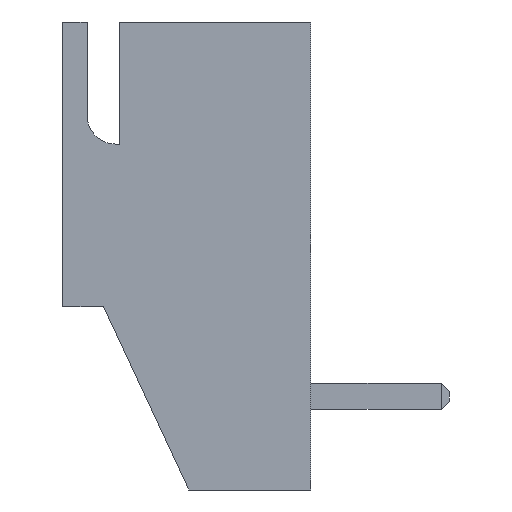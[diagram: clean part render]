
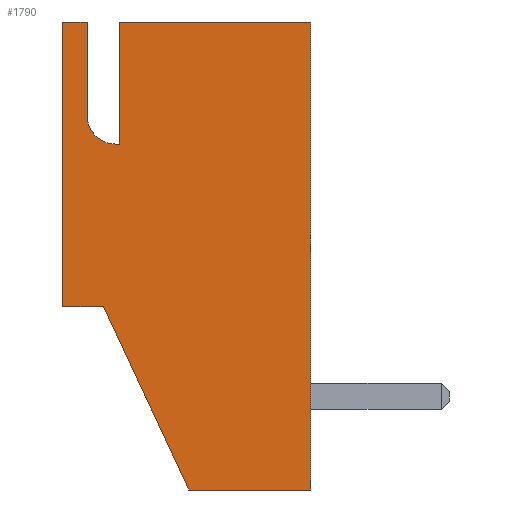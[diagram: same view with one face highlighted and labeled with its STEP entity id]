
A CAD part, left-side view. The second image highlights one B-rep face of the part: STEP entity #1790.
In plain terms, the highlighted planar face has unit normal (-1, 0, 0).
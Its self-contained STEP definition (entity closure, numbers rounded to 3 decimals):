
#34=CIRCLE('',#1902,0.7);
#86=FACE_OUTER_BOUND('',#184,.T.);
#184=EDGE_LOOP('',(#1333,#1334,#1335,#1336,#1337,#1338,#1339,#1340,#1341,
#1342,#1343));
#288=LINE('',#2539,#526);
#292=LINE('',#2547,#530);
#294=LINE('',#2552,#532);
#302=LINE('',#2569,#540);
#319=LINE('',#2606,#557);
#352=LINE('',#2677,#590);
#356=LINE('',#2687,#594);
#357=LINE('',#2689,#595);
#358=LINE('',#2691,#596);
#359=LINE('',#2692,#597);
#526=VECTOR('',#2042,10.);
#530=VECTOR('',#2050,10.);
#532=VECTOR('',#2054,10.);
#540=VECTOR('',#2066,10.);
#557=VECTOR('',#2105,10.);
#590=VECTOR('',#2160,10.);
#594=VECTOR('',#2172,10.);
#595=VECTOR('',#2175,10.);
#596=VECTOR('',#2176,10.);
#597=VECTOR('',#2177,10.);
#763=VERTEX_POINT('',#2536);
#764=VERTEX_POINT('',#2538);
#766=VERTEX_POINT('',#2546);
#767=VERTEX_POINT('',#2550);
#768=VERTEX_POINT('',#2551);
#775=VERTEX_POINT('',#2568);
#784=VERTEX_POINT('',#2605);
#810=VERTEX_POINT('',#2674);
#811=VERTEX_POINT('',#2676);
#813=VERTEX_POINT('',#2682);
#814=VERTEX_POINT('',#2690);
#936=EDGE_CURVE('',#764,#763,#288,.T.);
#940=EDGE_CURVE('',#766,#764,#292,.T.);
#942=EDGE_CURVE('',#767,#768,#294,.T.);
#950=EDGE_CURVE('',#768,#775,#302,.T.);
#969=EDGE_CURVE('',#784,#766,#319,.T.);
#1004=EDGE_CURVE('',#811,#810,#352,.T.);
#1007=EDGE_CURVE('',#813,#784,#34,.T.);
#1010=EDGE_CURVE('',#810,#813,#356,.T.);
#1011=EDGE_CURVE('',#763,#767,#357,.T.);
#1012=EDGE_CURVE('',#775,#814,#358,.T.);
#1013=EDGE_CURVE('',#814,#811,#359,.T.);
#1333=ORIENTED_EDGE('',*,*,#1004,.T.);
#1334=ORIENTED_EDGE('',*,*,#1010,.T.);
#1335=ORIENTED_EDGE('',*,*,#1007,.T.);
#1336=ORIENTED_EDGE('',*,*,#969,.T.);
#1337=ORIENTED_EDGE('',*,*,#940,.T.);
#1338=ORIENTED_EDGE('',*,*,#936,.T.);
#1339=ORIENTED_EDGE('',*,*,#1011,.T.);
#1340=ORIENTED_EDGE('',*,*,#942,.T.);
#1341=ORIENTED_EDGE('',*,*,#950,.T.);
#1342=ORIENTED_EDGE('',*,*,#1012,.T.);
#1343=ORIENTED_EDGE('',*,*,#1013,.T.);
#1696=PLANE('',#1904);
#1790=ADVANCED_FACE('',(#86),#1696,.T.);
#1902=AXIS2_PLACEMENT_3D('',#2683,#2166,#2167);
#1904=AXIS2_PLACEMENT_3D('',#2688,#2173,#2174);
#2042=DIRECTION('',(0.,0.,-1.));
#2050=DIRECTION('',(0.,1.,0.));
#2054=DIRECTION('',(0.,-0.423,-0.906));
#2066=DIRECTION('',(0.,-1.,0.));
#2105=DIRECTION('',(0.,0.,1.));
#2160=DIRECTION('',(0.,0.,-1.));
#2166=DIRECTION('center_axis',(1.,0.,0.));
#2167=DIRECTION('ref_axis',(0.,0.,-1.));
#2172=DIRECTION('',(0.,1.,0.));
#2173=DIRECTION('center_axis',(-1.,0.,0.));
#2174=DIRECTION('ref_axis',(0.,0.,1.));
#2175=DIRECTION('',(0.,-1.,0.));
#2176=DIRECTION('',(0.,0.,1.));
#2177=DIRECTION('',(0.,1.,0.));
#2536=CARTESIAN_POINT('',(-3.7,6.1,-7.));
#2538=CARTESIAN_POINT('',(-3.7,6.1,0.));
#2539=CARTESIAN_POINT('',(-3.7,6.1,0.));
#2546=CARTESIAN_POINT('',(-3.7,5.5,0.));
#2547=CARTESIAN_POINT('',(-3.7,0.,0.));
#2550=CARTESIAN_POINT('',(-3.7,5.1,-7.));
#2551=CARTESIAN_POINT('',(-3.7,3.,-11.5));
#2552=CARTESIAN_POINT('',(-3.7,5.1,-7.));
#2568=CARTESIAN_POINT('',(-3.7,0.,-11.5));
#2569=CARTESIAN_POINT('',(-3.7,3.,-11.5));
#2605=CARTESIAN_POINT('',(-3.7,5.5,-2.3));
#2606=CARTESIAN_POINT('',(-3.7,5.5,-5.25));
#2674=CARTESIAN_POINT('',(-3.7,4.7,-3.));
#2676=CARTESIAN_POINT('',(-3.7,4.7,0.));
#2677=CARTESIAN_POINT('',(-3.7,4.7,-3.25));
#2682=CARTESIAN_POINT('',(-3.7,4.8,-3.));
#2683=CARTESIAN_POINT('Origin',(-3.7,4.8,-2.3));
#2687=CARTESIAN_POINT('',(-3.7,3.925,-3.));
#2688=CARTESIAN_POINT('Origin',(-3.7,3.05,-3.5));
#2689=CARTESIAN_POINT('',(-3.7,6.1,-7.));
#2690=CARTESIAN_POINT('',(-3.7,0.,0.));
#2691=CARTESIAN_POINT('',(-3.7,0.,-11.5));
#2692=CARTESIAN_POINT('',(-3.7,0.,0.));
